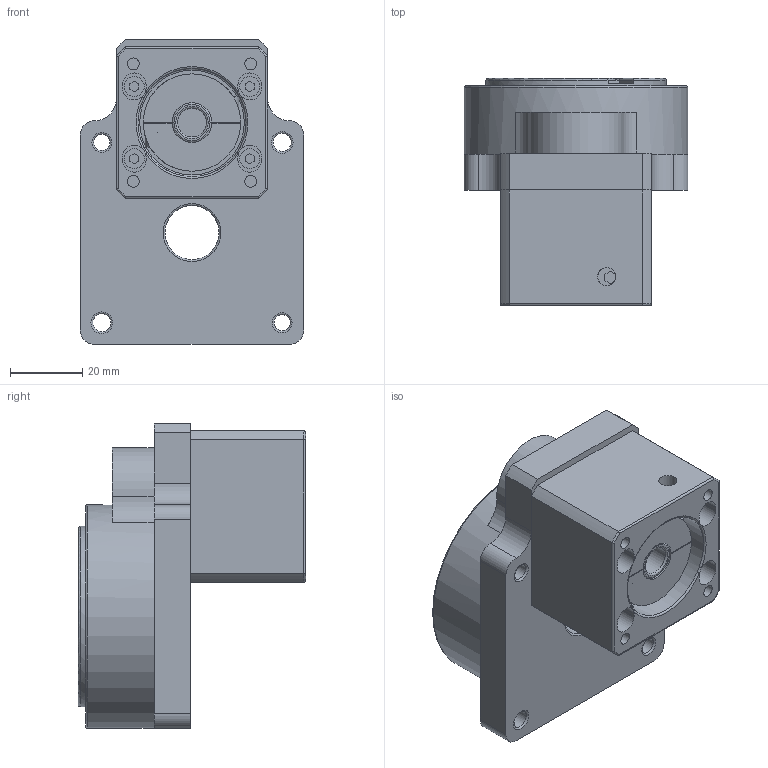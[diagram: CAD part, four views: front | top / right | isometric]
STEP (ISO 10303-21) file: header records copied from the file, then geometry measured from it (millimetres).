
FILE_DESCRIPTION(/* description */ ('Unknown'),/* implementation_level */ '2;1');
FILE_NAME(/* name */ 'HT062-N10 (PCD46-M4)',/* time_stamp */ '2024-05-03T18:18:37+08:00',/* author */ ('Unknown'),/* organization */ ('Unknown'),/* preprocessor_version */ 'ST-DEVELOPER v16.7',/* originating_system */ 'DEX',/* authorisation */ $);
FILE_SCHEMA (('CONFIG_CONTROL_DESIGN'));
Length unit declared in the file: millimetre
Products named in the file (1): HT062-N10 (PCD46-M4)
Bounding box: 62 x 63 x 84.5 mm (x, y, z)
Volume: 154594 mm3; surface area: 32548.3 mm2
Topology: 2 solids, 2 shells, 227 faces, 528 edges, 336 vertices
Faces by surface type: plane 118, cylinder 73, torus 31, bspline 4, cone 1
Full cylindrical faces by diameter (mm): 2.5 x9, 2.852 x1, 3.3 x4, 4.5 x4, 5 x6, 5.5 x4, 7 x2, 8 x1, 11 x1, 15 x1, 30 x1, 50 x1, 62 x1
Entity records: 7879 total; most frequent: CARTESIAN_POINT 1260, DIRECTION 1069, ORIENTED_EDGE 912, EDGE_CURVE 456, AXIS2_PLACEMENT_3D 414, EDGE_LOOP 336, FACE_BOUND 336, VERTEX_POINT 322
